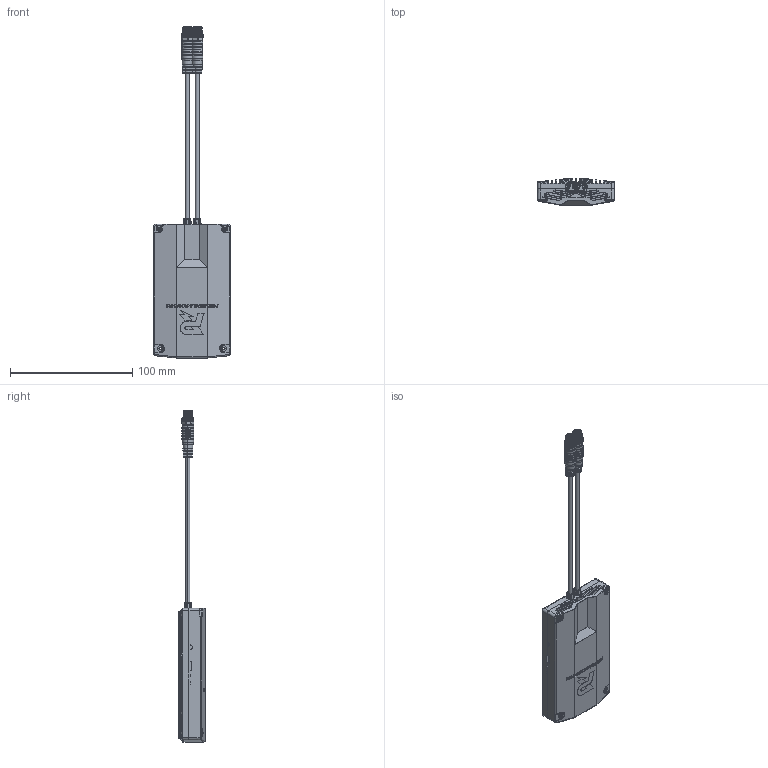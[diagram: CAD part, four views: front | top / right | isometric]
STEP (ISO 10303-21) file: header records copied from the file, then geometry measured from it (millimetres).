
FILE_DESCRIPTION (( 'STEP AP203' ), '1' );
FILE_NAME ('图传发射端（2017）.STEP', '2018-02-08T04:52:23', ( 'dji-n505' ), ( '' ), 'SwSTEP 2.0', 'SolidWorks 2016', '' );
FILE_SCHEMA (( 'CONFIG_CONTROL_DESIGN' ));
Products named in the file (1): 芞換楷扞傷ㄗ2017ㄘ
Bounding box: 63 x 21.66 x 272.06 mm (x, y, z)
Surface area: 59223.1 mm2 (no closed solid volume)
Topology: 0 solids, 12 shells, 3326 faces, 9466 edges, 6220 vertices
Faces by surface type: plane 1482, cylinder 1447, bspline 347, cone 48, torus 2
Entity records: 135373 total; most frequent: CARTESIAN_POINT 56035, ORIENTED_EDGE 18623, DIRECTION 13100, EDGE_CURVE 9412, VERTEX_POINT 6222, LINE 4694, VECTOR 4694, AXIS2_PLACEMENT_3D 4203
